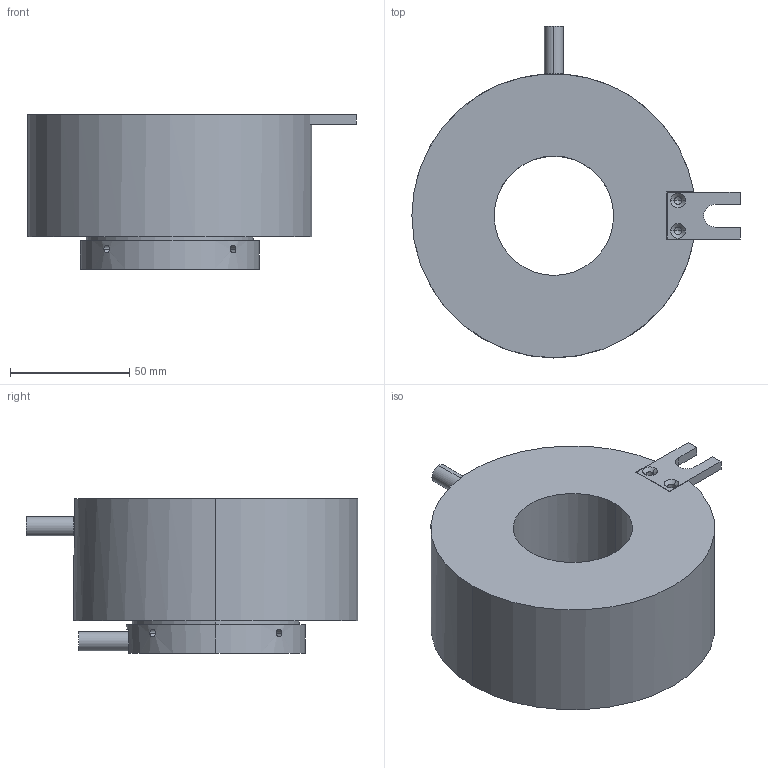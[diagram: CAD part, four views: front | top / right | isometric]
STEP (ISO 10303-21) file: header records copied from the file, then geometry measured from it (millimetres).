
FILE_DESCRIPTION (( 'STEP AP203' ), '1' );
FILE_NAME ('MT150119-P1510-00(AC0023).STEP', '2020-07-10T02:52:14', ( '微软用户' ), ( '微软中国' ), 'SwSTEP 2.0', 'SolidWorks 2014', '' );
FILE_SCHEMA (( 'CONFIG_CONTROL_DESIGN' ));
Length unit declared in the file: millimetre
Products named in the file (1): MT150119-P1510-00(AC0023)
Bounding box: 137.5 x 139 x 64.8 mm (x, y, z)
Volume: 503597.6 mm3; surface area: 54744.7 mm2
Topology: 2 solids, 2 shells, 59 faces, 146 edges, 92 vertices
Faces by surface type: cylinder 26, plane 25, cone 8
Entity records: 2212 total; most frequent: CARTESIAN_POINT 727, DIRECTION 291, ORIENTED_EDGE 284, EDGE_CURVE 142, AXIS2_PLACEMENT_3D 106, VERTEX_POINT 92, LINE 79, VECTOR 79
